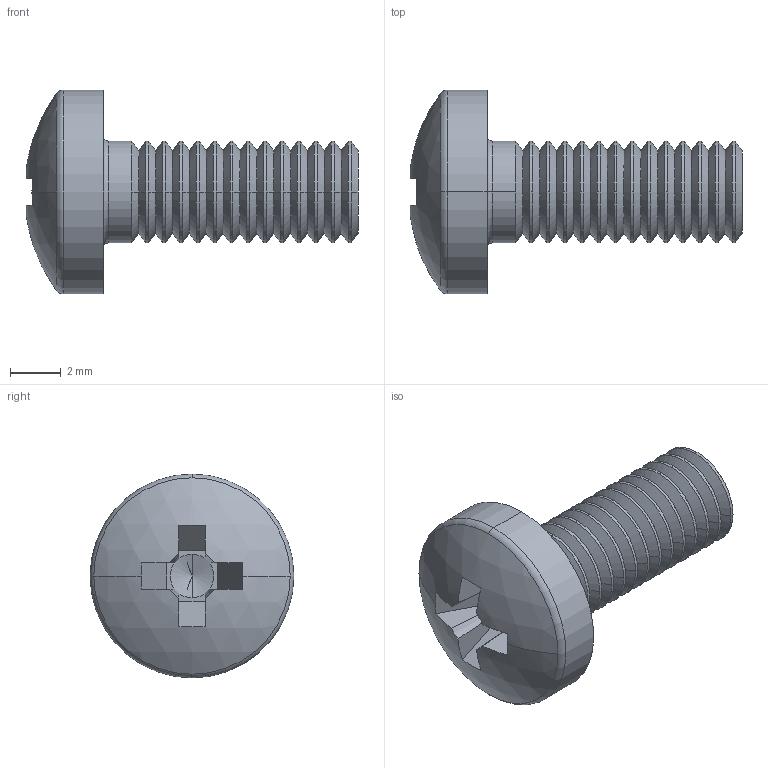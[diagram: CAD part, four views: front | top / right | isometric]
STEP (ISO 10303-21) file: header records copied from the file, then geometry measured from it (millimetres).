
FILE_DESCRIPTION (( 'STEP AP203' ), '1' );
FILE_NAME ('ISO 7045 - M4 x 10 - Z --- 10S_ISO 7045 - M4 x 10 - Z --- 10S_sldprt.STEP', '2018-07-13T16:58:48', ( '' ), ( '' ), 'SwSTEP 2.0', 'SolidWorks 2014', '' );
FILE_SCHEMA (( 'CONFIG_CONTROL_DESIGN' ));
Length unit declared in the file: millimetre
Products named in the file (1): ISO 7045 - M4 x 10 - Z --- 10S_ISO 7045 - M4 x 10 - Z --- 10S_sldprt
Bounding box: 13.02 x 8 x 8 mm (x, y, z)
Volume: 219.2 mm3; surface area: 343.6 mm2
Topology: 1 solids, 1 shells, 114 faces, 298 edges, 185 vertices
Faces by surface type: cone 60, cylinder 30, plane 18, torus 4, sphere 2
Entity records: 3631 total; most frequent: DIRECTION 700, CARTESIAN_POINT 620, ORIENTED_EDGE 592, AXIS2_PLACEMENT_3D 297, EDGE_CURVE 296, VERTEX_POINT 185, CIRCLE 182, EDGE_LOOP 115
